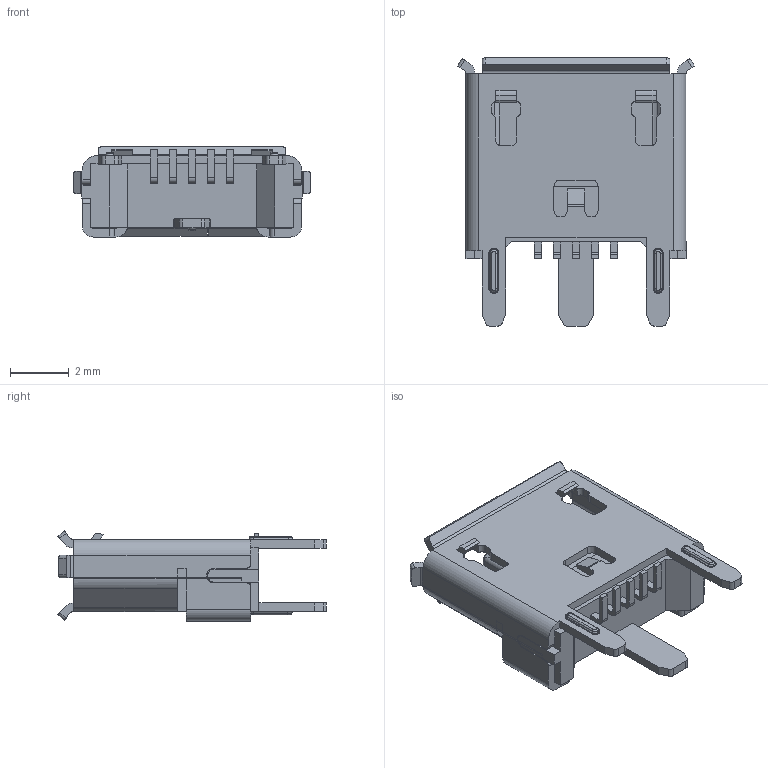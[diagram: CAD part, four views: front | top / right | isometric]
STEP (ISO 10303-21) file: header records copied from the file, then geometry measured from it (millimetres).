
FILE_DESCRIPTION((''),'2;1');
FILE_NAME('PRT0012','2023-10-25T',('Administrator'),(''),'PRO/ENGINEER BY PARAMETRIC TECHNOLOGY CORPORATION, 2013040','PRO/ENGINEER BY PARAMETRIC TECHNOLOGY CORPORATION, 2013040','');
FILE_SCHEMA(('CONFIG_CONTROL_DESIGN'));
Length unit declared in the file: millimetre
Products named in the file (1): PRT0012
Bounding box: 8.08 x 9.14 x 3.07 mm (x, y, z)
Volume: 69.6 mm3; surface area: 317.2 mm2
Topology: 1 solids, 1 shells, 526 faces, 1504 edges, 984 vertices
Faces by surface type: plane 347, cylinder 159, torus 12, cone 6, bspline 2
Entity records: 17294 total; most frequent: CARTESIAN_POINT 3290, ORIENTED_EDGE 3008, DIRECTION 2844, EDGE_CURVE 1504, VECTOR 1108, LINE 1108, VERTEX_POINT 984, AXIS2_PLACEMENT_3D 868
